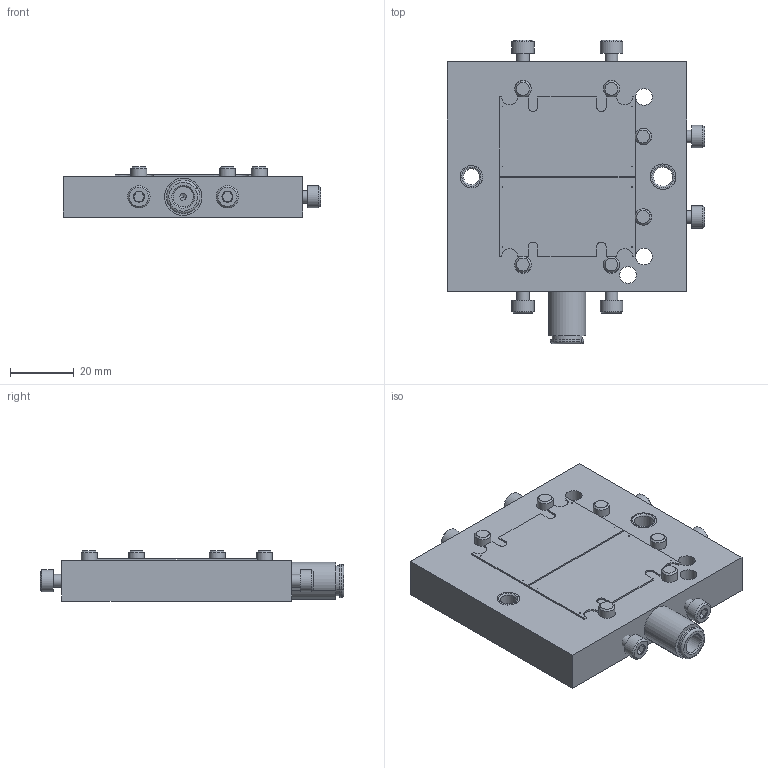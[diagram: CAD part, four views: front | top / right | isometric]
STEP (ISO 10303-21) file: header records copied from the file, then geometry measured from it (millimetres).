
FILE_DESCRIPTION(/* description */ (''),/* implementation_level */ '2;1');
FILE_NAME(/* name */ 'F10161947--_1-ASSY_ CMS2 ETL_ 16X16 COVERPLATE ALIGNMENT FIXTURE ASSY.stp',/* time_stamp */ '2021-09-03T12:57:14-05:00',/* author */ (''),/* organization */ (''),/* preprocessor_version */ 'ST-DEVELOPER v16',/* originating_system */ 'SIEMENS PLM Software NX 11.0',/* authorisation */ '');
FILE_SCHEMA (('AUTOMOTIVE_DESIGN { 1 0 10303 214 3 1 1 1 }'));
Products named in the file (10): FC0005874--_1-SHCS_M4x.7x14LGxFT_SS18-8; FC0005872--_1-SHCS_M4x.7x10LGxFT_SS18-8; F10161929--_1-PIN_ CMS2 ETL_ 16X16 FIXTURE ALIGNMENT PIN; FC0067035--_1-STRAIGHT DRILL BUSHING_ ID 5MM_ HT 5MM_ MISUMI JBAUC 5-
5; FC0067034--_1-STRAIGHT DRILL BUSHING_ ID 6MM_ HT 5MM_ MISUMI JBAUC 6-
5; FC0073750--_1-FITTING_ 1_4IN TUBE PUSH CONNECT TO 10-32 THD_ MCMASTER
-5779K246; F10161930--_1-FIXTURE_ CMS2 ETL_ 16X16 FIXTURE VACUUM BACKPLATE; F10161765--_1-MODULE_ CMS2 ETL_ SENSOR COVER PLT 16X16; F10161944--_1-FIXTURE_ CMS2 ETL_ 16X16 COVERPLATE ALIGNMENT FIXTURE; F10161947--_1-ASSY_ CMS2 ETL_ 16X16 COVERPLATE ALIGNMENT FIXTURE ASSY
Assembly tree (19 placements, depth 2):
  F10161947--_1-ASSY_ CMS2 ETL_ 16X16 COVERPLATE ALIGNMENT FIXTURE ASSY
    F10161944--_1-FIXTURE_ CMS2 ETL_ 16X16 COVERPLATE ALIGNMENT FIXTURE
    F10161765--_1-MODULE_ CMS2 ETL_ SENSOR COVER PLT 16X16  x2
    F10161930--_1-FIXTURE_ CMS2 ETL_ 16X16 FIXTURE VACUUM BACKPLATE
    FC0073750--_1-FITTING_ 1_4IN TUBE PUSH CONNECT TO 10-32 THD_ MCMASTER
-5779K246
    FC0067034--_1-STRAIGHT DRILL BUSHING_ ID 6MM_ HT 5MM_ MISUMI JBAUC 6-
5
    FC0067035--_1-STRAIGHT DRILL BUSHING_ ID 5MM_ HT 5MM_ MISUMI JBAUC 5-
5
    F10161929--_1-PIN_ CMS2 ETL_ 16X16 FIXTURE ALIGNMENT PIN  x6
    FC0005872--_1-SHCS_M4x.7x10LGxFT_SS18-8  x4
    FC0005874--_1-SHCS_M4x.7x14LGxFT_SS18-8  x2
Bounding box: 80.5 x 94.98 x 15.7 mm (x, y, z)
Volume: 67973.7 mm3; surface area: 28789.2 mm2
Topology: 27 solids, 27 shells, 408 faces, 887 edges, 565 vertices
Faces by surface type: plane 214, cylinder 123, cone 65, torus 4, bspline 2
Full cylindrical faces by diameter (mm): 0.25 x8, 1.587 x2, 3.3 x6, 4 x12, 4.039 x1, 4.25 x6, 5 x7, 5.25 x9, 6 x1, 6.975 x1, 7 x7, 7.975 x1, 8 x1
Entity records: 9871 total; most frequent: CARTESIAN_POINT 2470, DIRECTION 1232, ORIENTED_EDGE 1090, EDGE_CURVE 545, AXIS2_PLACEMENT_3D 470, VERTEX_POINT 384, EDGE_LOOP 370, LINE 292
